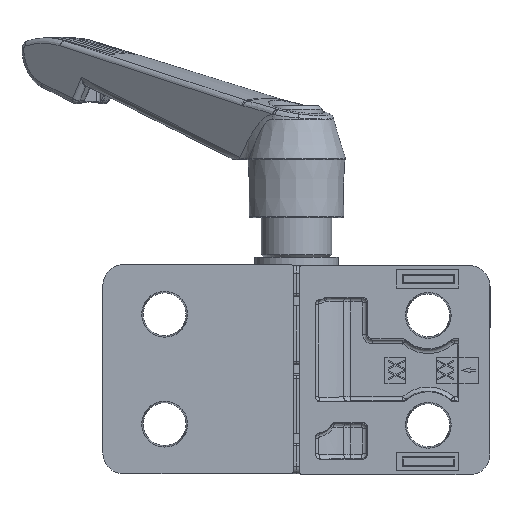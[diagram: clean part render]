
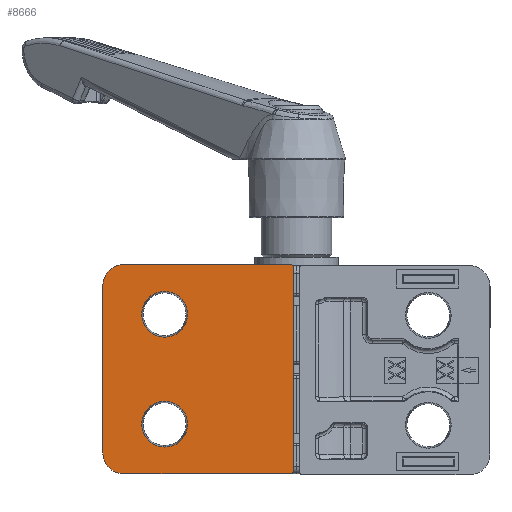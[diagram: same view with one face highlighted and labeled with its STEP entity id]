
A CAD part, front view. The second image highlights one B-rep face of the part: STEP entity #8666.
In plain terms, the highlighted planar face has unit normal (0, -1, 0).
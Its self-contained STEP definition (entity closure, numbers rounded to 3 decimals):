
#419=FACE_BOUND('',#2707,.T.);
#420=FACE_BOUND('',#2708,.T.);
#462=PLANE('',#9396);
#658=LINE('',#12926,#1219);
#659=LINE('',#12930,#1220);
#660=LINE('',#12934,#1221);
#661=LINE('',#12938,#1222);
#1219=VECTOR('',#10282,1000.);
#1220=VECTOR('',#10285,1000.);
#1221=VECTOR('',#10288,1000.);
#1222=VECTOR('',#10291,1000.);
#2167=FACE_OUTER_BOUND('',#2706,.T.);
#2706=EDGE_LOOP('',(#5914,#5915,#5916,#5917,#5918,#5919,#5920,#5921));
#2707=EDGE_LOOP('',(#5922,#5923));
#2708=EDGE_LOOP('',(#5924,#5925));
#3294=CIRCLE('',#9381,4.379);
#3295=CIRCLE('',#9382,4.379);
#3298=CIRCLE('',#9386,4.379);
#3299=CIRCLE('',#9387,4.379);
#3306=CIRCLE('',#9397,4.);
#3307=CIRCLE('',#9398,0.5);
#3308=CIRCLE('',#9399,0.5);
#3309=CIRCLE('',#9400,4.);
#3666=VERTEX_POINT('',#12892);
#3667=VERTEX_POINT('',#12894);
#3670=VERTEX_POINT('',#12902);
#3671=VERTEX_POINT('',#12904);
#3678=VERTEX_POINT('',#12924);
#3679=VERTEX_POINT('',#12925);
#3680=VERTEX_POINT('',#12927);
#3681=VERTEX_POINT('',#12929);
#3682=VERTEX_POINT('',#12931);
#3683=VERTEX_POINT('',#12933);
#3684=VERTEX_POINT('',#12935);
#3685=VERTEX_POINT('',#12937);
#4528=EDGE_CURVE('',#3667,#3666,#3294,.T.);
#4529=EDGE_CURVE('',#3666,#3667,#3295,.T.);
#4533=EDGE_CURVE('',#3671,#3670,#3298,.T.);
#4534=EDGE_CURVE('',#3670,#3671,#3299,.T.);
#4543=EDGE_CURVE('',#3678,#3679,#658,.T.);
#4544=EDGE_CURVE('',#3679,#3680,#3306,.T.);
#4545=EDGE_CURVE('',#3680,#3681,#659,.T.);
#4546=EDGE_CURVE('',#3682,#3681,#3307,.T.);
#4547=EDGE_CURVE('',#3682,#3683,#660,.T.);
#4548=EDGE_CURVE('',#3684,#3683,#3308,.T.);
#4549=EDGE_CURVE('',#3684,#3685,#661,.T.);
#4550=EDGE_CURVE('',#3685,#3678,#3309,.T.);
#5914=ORIENTED_EDGE('',*,*,#4543,.T.);
#5915=ORIENTED_EDGE('',*,*,#4544,.T.);
#5916=ORIENTED_EDGE('',*,*,#4545,.T.);
#5917=ORIENTED_EDGE('',*,*,#4546,.F.);
#5918=ORIENTED_EDGE('',*,*,#4547,.T.);
#5919=ORIENTED_EDGE('',*,*,#4548,.F.);
#5920=ORIENTED_EDGE('',*,*,#4549,.T.);
#5921=ORIENTED_EDGE('',*,*,#4550,.T.);
#5922=ORIENTED_EDGE('',*,*,#4528,.T.);
#5923=ORIENTED_EDGE('',*,*,#4529,.T.);
#5924=ORIENTED_EDGE('',*,*,#4533,.T.);
#5925=ORIENTED_EDGE('',*,*,#4534,.T.);
#8666=ADVANCED_FACE('',(#2167,#419,#420),#462,.T.);
#9381=AXIS2_PLACEMENT_3D('',#12895,#10247,#10248);
#9382=AXIS2_PLACEMENT_3D('',#12896,#10249,#10250);
#9386=AXIS2_PLACEMENT_3D('',#12905,#10258,#10259);
#9387=AXIS2_PLACEMENT_3D('',#12906,#10260,#10261);
#9396=AXIS2_PLACEMENT_3D('',#12923,#10280,#10281);
#9397=AXIS2_PLACEMENT_3D('',#12928,#10283,#10284);
#9398=AXIS2_PLACEMENT_3D('',#12932,#10286,#10287);
#9399=AXIS2_PLACEMENT_3D('',#12936,#10289,#10290);
#9400=AXIS2_PLACEMENT_3D('',#12939,#10292,#10293);
#10247=DIRECTION('center_axis',(0.,1.,0.));
#10248=DIRECTION('ref_axis',(1.,0.,0.));
#10249=DIRECTION('center_axis',(0.,1.,0.));
#10250=DIRECTION('ref_axis',(1.,0.,0.));
#10258=DIRECTION('center_axis',(0.,1.,0.));
#10259=DIRECTION('ref_axis',(1.,0.,0.));
#10260=DIRECTION('center_axis',(0.,1.,0.));
#10261=DIRECTION('ref_axis',(1.,0.,0.));
#10280=DIRECTION('center_axis',(0.,-1.,0.));
#10281=DIRECTION('ref_axis',(1.,0.,0.));
#10282=DIRECTION('',(0.,0.,-1.));
#10283=DIRECTION('center_axis',(0.,-1.,0.));
#10284=DIRECTION('ref_axis',(0.,0.,1.));
#10285=DIRECTION('',(1.,0.,0.));
#10286=DIRECTION('center_axis',(0.,1.,0.));
#10287=DIRECTION('ref_axis',(1.,0.,0.));
#10288=DIRECTION('',(0.,0.,1.));
#10289=DIRECTION('center_axis',(0.,1.,0.));
#10290=DIRECTION('ref_axis',(-1.,0.,0.));
#10291=DIRECTION('',(-1.,0.,0.));
#10292=DIRECTION('center_axis',(0.,-1.,0.));
#10293=DIRECTION('ref_axis',(0.,0.,-1.));
#12892=CARTESIAN_POINT('',(-29.579,-14.,-10.5));
#12894=CARTESIAN_POINT('',(-20.821,-14.,-10.5));
#12895=CARTESIAN_POINT('Origin',(-25.2,-14.,-10.5));
#12896=CARTESIAN_POINT('Origin',(-25.2,-14.,-10.5));
#12902=CARTESIAN_POINT('',(-29.579,-14.,10.5));
#12904=CARTESIAN_POINT('',(-20.821,-14.,10.5));
#12905=CARTESIAN_POINT('Origin',(-25.2,-14.,10.5));
#12906=CARTESIAN_POINT('Origin',(-25.2,-14.,10.5));
#12923=CARTESIAN_POINT('Origin',(-0.6,-14.,-20.));
#12924=CARTESIAN_POINT('',(-37.,-14.,16.));
#12925=CARTESIAN_POINT('',(-37.,-14.,-16.));
#12926=CARTESIAN_POINT('',(-37.,-14.,-20.));
#12927=CARTESIAN_POINT('',(-33.,-14.,-20.));
#12928=CARTESIAN_POINT('Origin',(-33.,-14.,-16.));
#12929=CARTESIAN_POINT('',(-1.1,-14.,-20.));
#12930=CARTESIAN_POINT('',(-0.6,-14.,-20.));
#12931=CARTESIAN_POINT('',(-0.6,-14.,-19.5));
#12932=CARTESIAN_POINT('Origin',(-1.1,-14.,-19.5));
#12933=CARTESIAN_POINT('',(-0.6,-14.,19.5));
#12934=CARTESIAN_POINT('',(-0.6,-14.,-20.));
#12935=CARTESIAN_POINT('',(-1.1,-14.,20.));
#12936=CARTESIAN_POINT('Origin',(-1.1,-14.,19.5));
#12937=CARTESIAN_POINT('',(-33.,-14.,20.));
#12938=CARTESIAN_POINT('',(-0.6,-14.,20.));
#12939=CARTESIAN_POINT('Origin',(-33.,-14.,16.));
